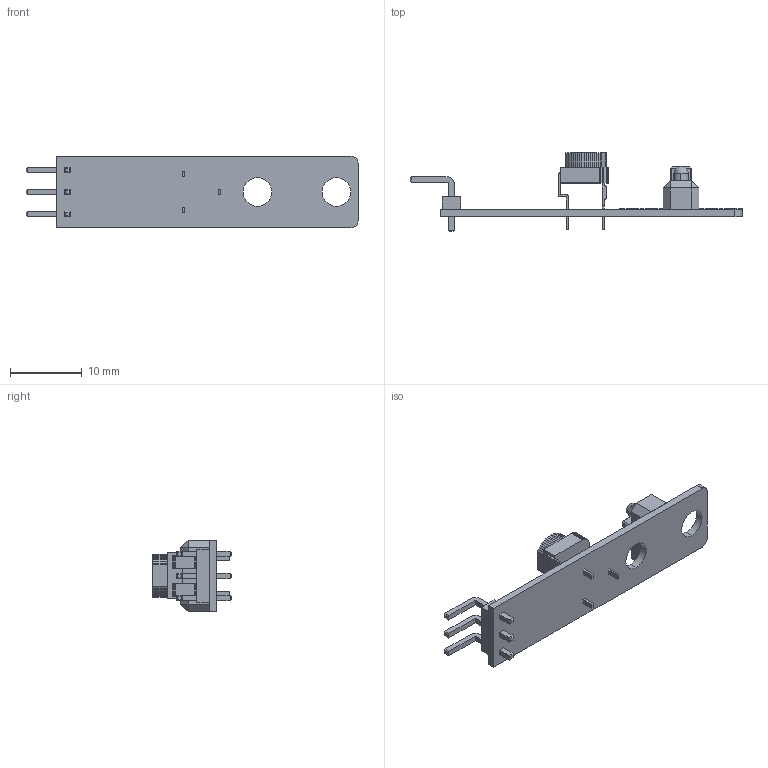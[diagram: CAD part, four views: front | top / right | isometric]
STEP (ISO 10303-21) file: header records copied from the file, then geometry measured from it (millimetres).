
FILE_DESCRIPTION (( 'STEP AP203' ), '1' );
FILE_NAME ('Sensor.STEP', '2020-03-16T03:54:30', ( '' ), ( '' ), 'SwSTEP 2.0', 'SolidWorks 2019', '' );
FILE_SCHEMA (( 'CONFIG_CONTROL_DESIGN' ));
Length unit declared in the file: millimetre
Products named in the file (2): Sensor
Bounding box: 46.24 x 10.91 x 10 mm (x, y, z)
Volume: 788.8 mm3; surface area: 1474.4 mm2
Topology: 5 solids, 5 shells, 393 faces, 1067 edges, 695 vertices
Faces by surface type: plane 374, cylinder 17, sphere 2
Entity records: 12193 total; most frequent: CARTESIAN_POINT 2147, ORIENTED_EDGE 2122, DIRECTION 1886, EDGE_CURVE 1061, LINE 1026, VECTOR 1026, VERTEX_POINT 691, AXIS2_PLACEMENT_3D 430
